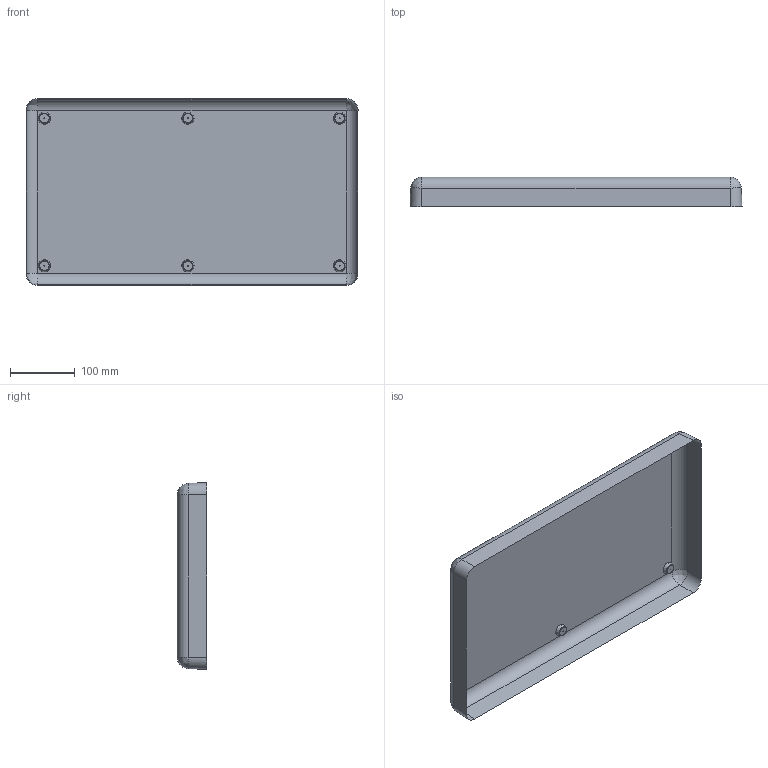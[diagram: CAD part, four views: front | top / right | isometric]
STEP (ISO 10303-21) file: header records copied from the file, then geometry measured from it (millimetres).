
FILE_DESCRIPTION (( 'STEP AP203' ), '1' );
FILE_NAME ('1510-001-top PR.STEP', '2005-05-05T23:06:31', ( ' ' ), ( ' ' ), 'SwSTEP 2.0', 'SolidWorks 2004286', '' );
FILE_SCHEMA (( 'CONFIG_CONTROL_DESIGN' ));
Length unit declared in the file: inch
Products named in the file (1): 1510-001-top PR
Bounding box: 514.09 x 45.47 x 289.05 mm (x, y, z)
Surface area: 207806.3 mm2 (no closed solid volume)
Topology: 0 solids, 1 shells, 59 faces, 132 edges, 74 vertices
Faces by surface type: cone 24, bspline 16, plane 11, cylinder 8
Entity records: 3051 total; most frequent: CARTESIAN_POINT 1828, ORIENTED_EDGE 232, DIRECTION 228, EDGE_CURVE 120, AXIS2_PLACEMENT_3D 92, VERTEX_POINT 74, EDGE_LOOP 71, FACE_OUTER_BOUND 59
